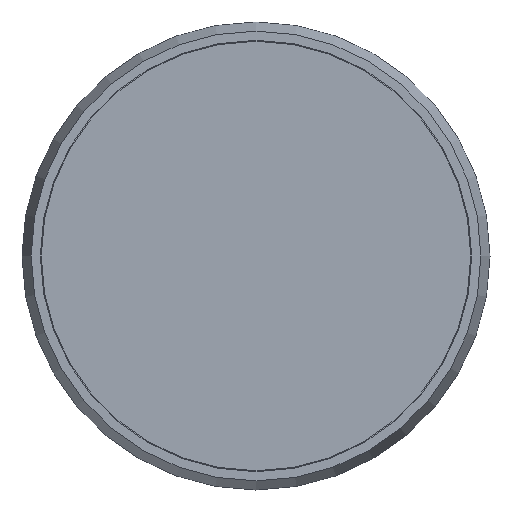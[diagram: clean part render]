
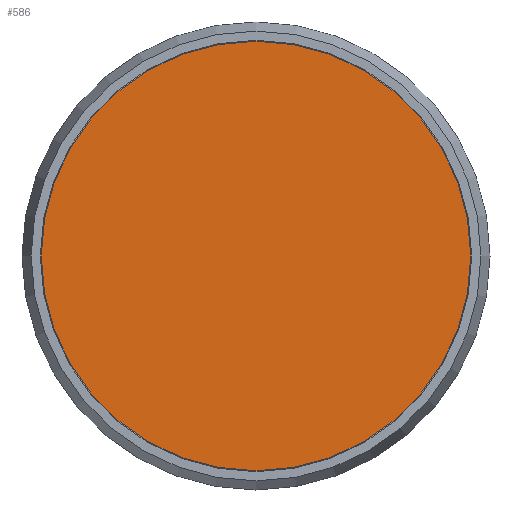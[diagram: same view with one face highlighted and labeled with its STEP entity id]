
A CAD part, left-side view. The second image highlights one B-rep face of the part: STEP entity #586.
In plain terms, the highlighted planar face has unit normal (-1, 0, 0).
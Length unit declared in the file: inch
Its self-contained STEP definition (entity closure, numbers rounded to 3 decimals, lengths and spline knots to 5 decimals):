
#195=CARTESIAN_POINT('',(0.00197,0.,0.));
#196=DIRECTION('',(1.,0.,0.));
#197=DIRECTION('',(0.,1.,0.));
#198=AXIS2_PLACEMENT_3D('',#195,#196,#197);
#200=CARTESIAN_POINT('',(0.00197,0.,0.));
#201=DIRECTION('',(-1.,0.,0.));
#202=DIRECTION('',(0.,1.,0.));
#203=AXIS2_PLACEMENT_3D('',#200,#201,#202);
#254=CARTESIAN_POINT('',(0.00197,0.92126,0.));
#256=VERTEX_POINT('',#254);
#258=CARTESIAN_POINT('',(0.00197,-0.92126,0.));
#260=VERTEX_POINT('',#258);
#577=CARTESIAN_POINT('',(0.00197,0.,0.));
#578=DIRECTION('',(-1.,0.,0.));
#579=DIRECTION('',(0.,1.,0.));
#580=AXIS2_PLACEMENT_3D('',#577,#578,#579);
#581=PLANE('',#580);
#582=ORIENTED_EDGE('',*,*,#572,.T.);
#583=ORIENTED_EDGE('',*,*,#556,.F.);
#584=EDGE_LOOP('',(#582,#583));
#585=FACE_OUTER_BOUND('',#584,.F.);
#586=ADVANCED_FACE('',(#585),#581,.T.);
#199=CIRCLE('',#198,0.92126);
#204=CIRCLE('',#203,0.92126);
#556=EDGE_CURVE('',#256,#260,#204,.T.);
#572=EDGE_CURVE('',#256,#260,#199,.T.);
